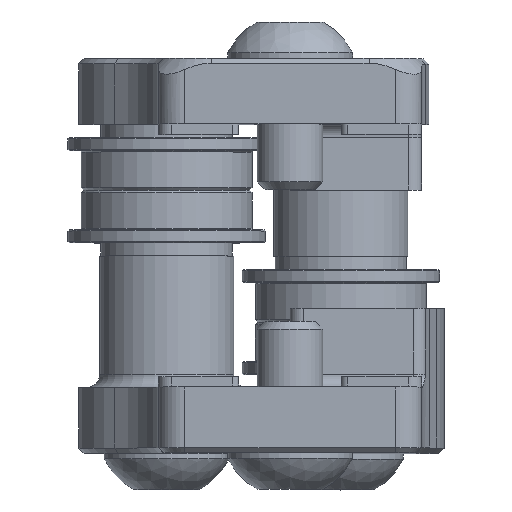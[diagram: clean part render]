
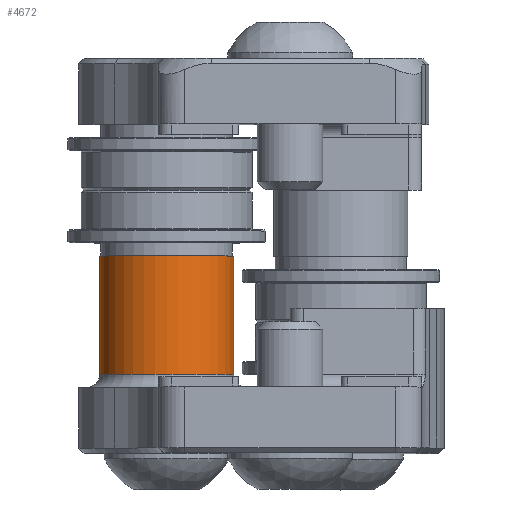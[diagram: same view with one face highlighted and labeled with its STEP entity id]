
A CAD part, top view. The second image highlights one B-rep face of the part: STEP entity #4672.
In plain terms, the highlighted cylindrical face has radius 5.1 mm (diameter 10.2 mm), a full revolution.
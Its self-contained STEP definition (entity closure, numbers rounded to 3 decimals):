
#315=CYLINDRICAL_SURFACE('',#5398,5.1);
#698=FACE_OUTER_BOUND('',#1012,.T.);
#1012=EDGE_LOOP('',(#4175,#4176,#4177,#4178,#4179));
#1318=LINE('',#19422,#1620);
#1620=VECTOR('',#6683,5.1);
#1886=CIRCLE('',#5399,5.1);
#1887=CIRCLE('',#5400,5.1);
#1888=CIRCLE('',#5401,5.1);
#2317=VERTEX_POINT('',#19419);
#2318=VERTEX_POINT('',#19421);
#2319=VERTEX_POINT('',#19423);
#2951=EDGE_CURVE('',#2317,#2317,#1886,.T.);
#2952=EDGE_CURVE('',#2317,#2318,#1318,.T.);
#2953=EDGE_CURVE('',#2319,#2318,#1887,.T.);
#2954=EDGE_CURVE('',#2318,#2319,#1888,.T.);
#4175=ORIENTED_EDGE('',*,*,#2951,.T.);
#4176=ORIENTED_EDGE('',*,*,#2952,.T.);
#4177=ORIENTED_EDGE('',*,*,#2953,.F.);
#4178=ORIENTED_EDGE('',*,*,#2954,.F.);
#4179=ORIENTED_EDGE('',*,*,#2952,.F.);
#4672=ADVANCED_FACE('',(#698),#315,.T.);
#5398=AXIS2_PLACEMENT_3D('',#19418,#6679,#6680);
#5399=AXIS2_PLACEMENT_3D('',#19420,#6681,#6682);
#5400=AXIS2_PLACEMENT_3D('',#19424,#6684,#6685);
#5401=AXIS2_PLACEMENT_3D('',#19425,#6686,#6687);
#6679=DIRECTION('center_axis',(0.,1.,0.));
#6680=DIRECTION('ref_axis',(-1.,0.,0.));
#6681=DIRECTION('center_axis',(0.,-1.,
0.));
#6682=DIRECTION('ref_axis',(-1.,0.,0.));
#6683=DIRECTION('',(0.,-1.,0.));
#6684=DIRECTION('center_axis',(0.,-1.,
0.));
#6685=DIRECTION('ref_axis',(-1.,0.,0.));
#6686=DIRECTION('center_axis',(0.,-1.,
0.));
#6687=DIRECTION('ref_axis',(-1.,0.,0.));
#19418=CARTESIAN_POINT('Origin',(-161.994,-53.,135.9));
#19419=CARTESIAN_POINT('',(-156.894,-43.,135.9));
#19420=CARTESIAN_POINT('Origin',(-161.994,-43.,135.9));
#19421=CARTESIAN_POINT('',(-156.894,-52.,135.9));
#19422=CARTESIAN_POINT('',(-156.894,-53.,135.9));
#19423=CARTESIAN_POINT('',(-161.994,-52.,141.));
#19424=CARTESIAN_POINT('Origin',(-161.994,-52.,135.9));
#19425=CARTESIAN_POINT('Origin',(-161.994,-52.,135.9));
